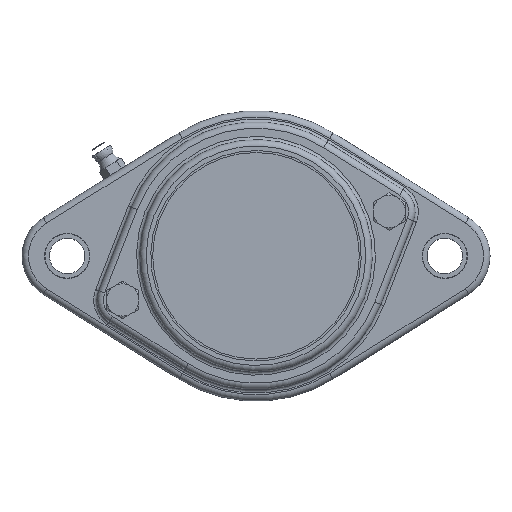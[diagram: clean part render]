
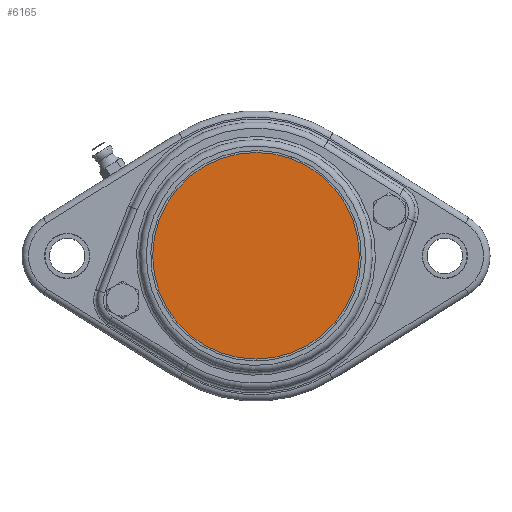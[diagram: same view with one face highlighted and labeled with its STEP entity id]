
A CAD part, top view. The second image highlights one B-rep face of the part: STEP entity #6165.
In plain terms, the highlighted planar face has unit normal (0, 0, 1).
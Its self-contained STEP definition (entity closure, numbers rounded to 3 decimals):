
#424=FACE_OUTER_BOUND('',#1696,.T.);
#1401=PLANE('',#6699);
#1696=EDGE_LOOP('',(#4365));
#2150=CIRCLE('',#6697,32.);
#2665=VERTEX_POINT('',#10113);
#3294=EDGE_CURVE('',#2665,#2665,#2150,.T.);
#4365=ORIENTED_EDGE('',*,*,#3294,.F.);
#6165=ADVANCED_FACE('',(#424),#1401,.T.);
#6697=AXIS2_PLACEMENT_3D('',#10114,#7809,#7810);
#6699=AXIS2_PLACEMENT_3D('',#10118,#7814,#7815);
#7809=DIRECTION('center_axis',(0.,0.,
-1.));
#7810=DIRECTION('ref_axis',(-1.,0.,0.));
#7814=DIRECTION('center_axis',(0.,0.,
1.));
#7815=DIRECTION('ref_axis',(-1.,0.,0.));
#10113=CARTESIAN_POINT('',(32.,0.,35.2));
#10114=CARTESIAN_POINT('Origin',(0.,0.,
35.2));
#10118=CARTESIAN_POINT('Origin',(0.,0.,
35.2));
